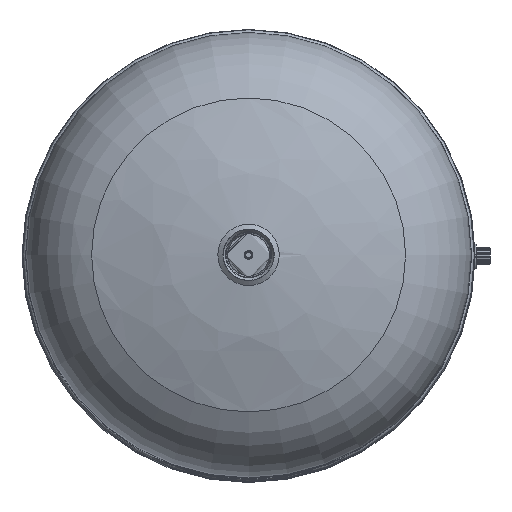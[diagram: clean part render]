
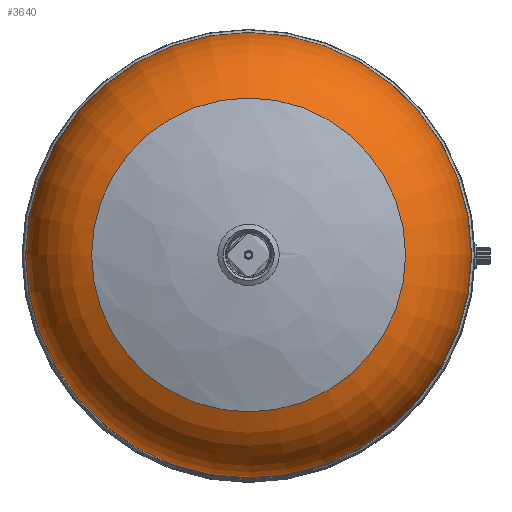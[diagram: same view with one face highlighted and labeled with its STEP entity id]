
A CAD part, top view. The second image highlights one B-rep face of the part: STEP entity #3640.
In plain terms, the highlighted toroidal (fillet/blend) face has major radius 167.117 mm and minor radius 147.883 mm.
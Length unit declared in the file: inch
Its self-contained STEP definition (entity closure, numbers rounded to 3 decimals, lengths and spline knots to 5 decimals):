
#700=TOROIDAL_SURFACE('',#3978,6.57942,5.82216);
#748=FACE_BOUND('',#1120,.T.);
#867=FACE_OUTER_BOUND('',#1119,.T.);
#1119=EDGE_LOOP('',(#2708,#2709));
#1120=EDGE_LOOP('',(#2710));
#1330=CIRCLE('',#3958,8.73918);
#1331=CIRCLE('',#3959,8.73918);
#1340=CIRCLE('',#3977,12.40157);
#1547=VERTEX_POINT('',#5963);
#1551=VERTEX_POINT('',#5999);
#1552=VERTEX_POINT('',#6003);
#1963=EDGE_CURVE('',#1552,#1551,#1330,.T.);
#1964=EDGE_CURVE('',#1551,#1552,#1331,.T.);
#1981=EDGE_CURVE('',#1547,#1547,#1340,.T.);
#2708=ORIENTED_EDGE('',*,*,#1963,.T.);
#2709=ORIENTED_EDGE('',*,*,#1964,.T.);
#2710=ORIENTED_EDGE('',*,*,#1981,.F.);
#3640=ADVANCED_FACE('',(#867,#748),#700,.T.);
#3958=AXIS2_PLACEMENT_3D('',#6004,#4655,#4656);
#3959=AXIS2_PLACEMENT_3D('',#6005,#4657,#4658);
#3977=AXIS2_PLACEMENT_3D('',#6039,#4693,#4694);
#3978=AXIS2_PLACEMENT_3D('',#6040,#4695,#4696);
#4655=DIRECTION('center_axis',(0.,0.,-1.));
#4656=DIRECTION('ref_axis',(-1.,0.,0.));
#4657=DIRECTION('center_axis',(0.,0.,-1.));
#4658=DIRECTION('ref_axis',(-1.,0.,0.));
#4693=DIRECTION('center_axis',(0.,0.,-1.));
#4694=DIRECTION('ref_axis',(-1.,0.,0.));
#4695=DIRECTION('center_axis',(0.,0.,1.));
#4696=DIRECTION('ref_axis',(-1.,0.,0.));
#5963=CARTESIAN_POINT('',(440.11707,151.06803,1032.8269));
#5999=CARTESIAN_POINT('',(461.25768,151.06803,1038.2439));
#6003=CARTESIAN_POINT('',(443.77932,151.06803,1038.24341));
#6004=CARTESIAN_POINT('Origin',(452.5185,151.06803,1038.24366));
#6005=CARTESIAN_POINT('Origin',(452.5185,151.06803,1038.24366));
#6039=CARTESIAN_POINT('Origin',(452.51865,151.06803,1032.82724));
#6040=CARTESIAN_POINT('Origin',(452.51865,151.06803,1032.8369));
